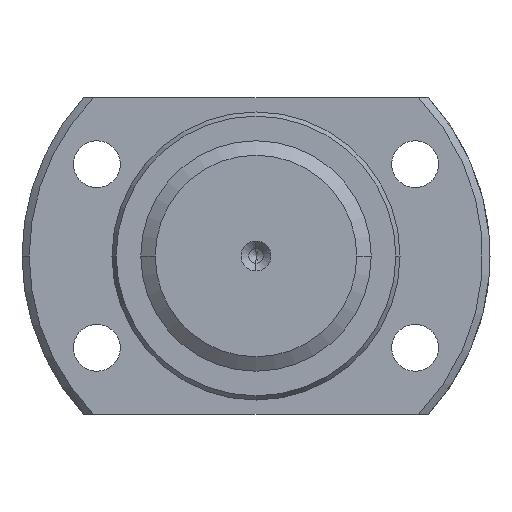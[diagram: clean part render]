
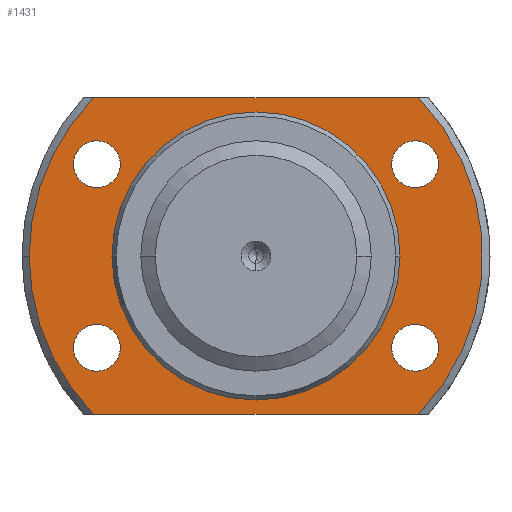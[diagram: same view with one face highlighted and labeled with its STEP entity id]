
A CAD part, left-side view. The second image highlights one B-rep face of the part: STEP entity #1431.
In plain terms, the highlighted planar face has unit normal (-1, 0, 0).
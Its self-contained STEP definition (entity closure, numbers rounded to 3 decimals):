
#1 = CARTESIAN_POINT ( 'NONE',  ( 13.5, 0., 0. ) ) ;
#22 = CARTESIAN_POINT ( 'NONE',  ( 13.5, -25.35, 12.75 ) ) ;
#104 = DIRECTION ( 'NONE',  ( 0., 1., 0. ) ) ;
#117 = ORIENTED_EDGE ( 'NONE', *, *, #2404, .T. ) ;
#130 = CIRCLE ( 'NONE', #1541, 31.5 ) ;
#136 = EDGE_CURVE ( 'NONE', #1542, #4140, #1439, .T. ) ;
#147 = VERTEX_POINT ( 'NONE', #1647 ) ;
#257 = DIRECTION ( 'NONE',  ( 1., 0., 0. ) ) ;
#259 = PLANE ( 'NONE',  #4464 ) ;
#308 = AXIS2_PLACEMENT_3D ( 'NONE', #3605, #4188, #1986 ) ;
#318 = FACE_BOUND ( 'NONE', #1265, .T. ) ;
#355 = CARTESIAN_POINT ( 'NONE',  ( 13.5, -22.1, 12.75 ) ) ;
#363 = CARTESIAN_POINT ( 'NONE',  ( 13.5, -20., 0. ) ) ;
#390 = CARTESIAN_POINT ( 'NONE',  ( 13.5, -20., 0. ) ) ;
#419 = EDGE_CURVE ( 'NONE', #939, #1753, #1363, .T. ) ;
#422 = CARTESIAN_POINT ( 'NONE',  ( 13.5, 0., 0. ) ) ;
#451 = CIRCLE ( 'NONE', #2234, 20. ) ;
#570 = VERTEX_POINT ( 'NONE', #2983 ) ;
#590 = CARTESIAN_POINT ( 'NONE',  ( 13.5, 25.35, 12.75 ) ) ;
#604 = VERTEX_POINT ( 'NONE', #22 ) ;
#608 = AXIS2_PLACEMENT_3D ( 'NONE', #3050, #3386, #2977 ) ;
#645 = CARTESIAN_POINT ( 'NONE',  ( 13.5, 31.5, 0. ) ) ;
#662 = FACE_BOUND ( 'NONE', #3053, .T. ) ;
#685 = CARTESIAN_POINT ( 'NONE',  ( 13.5, -22.1, -12.75 ) ) ;
#732 = DIRECTION ( 'NONE',  ( 0., 1., 0. ) ) ;
#743 = DIRECTION ( 'NONE',  ( 1., 0., 0. ) ) ;
#754 = ORIENTED_EDGE ( 'NONE', *, *, #4116, .T. ) ;
#761 = ORIENTED_EDGE ( 'NONE', *, *, #1717, .F. ) ;
#790 = DIRECTION ( 'NONE',  ( 0., 1., 0. ) ) ;
#838 = AXIS2_PLACEMENT_3D ( 'NONE', #3476, #945, #104 ) ;
#874 = ORIENTED_EDGE ( 'NONE', *, *, #1254, .T. ) ;
#913 = EDGE_CURVE ( 'NONE', #4650, #604, #1759, .T. ) ;
#939 = VERTEX_POINT ( 'NONE', #4757 ) ;
#945 = DIRECTION ( 'NONE',  ( 1., 0., 0. ) ) ;
#983 = EDGE_LOOP ( 'NONE', ( #117, #1678 ) ) ;
#989 = CIRCLE ( 'NONE', #2769, 31.5 ) ;
#992 = CIRCLE ( 'NONE', #2009, 3.25 ) ;
#1065 = CARTESIAN_POINT ( 'NONE',  ( 13.5, 0., 0. ) ) ;
#1090 = VERTEX_POINT ( 'NONE', #1563 ) ;
#1091 = LINE ( 'NONE', #4046, #2022 ) ;
#1137 = CIRCLE ( 'NONE', #3926, 3.25 ) ;
#1187 = DIRECTION ( 'NONE',  ( 0., -1., 0. ) ) ;
#1254 = EDGE_CURVE ( 'NONE', #4601, #147, #1137, .T. ) ;
#1265 = EDGE_LOOP ( 'NONE', ( #4543, #2512 ) ) ;
#1363 = CIRCLE ( 'NONE', #2921, 31.5 ) ;
#1388 = DIRECTION ( 'NONE',  ( 0., 1., 0. ) ) ;
#1431 = ADVANCED_FACE ( 'NONE', ( #318, #1799, #662, #3291, #4052, #4030 ), #259, .F. ) ;
#1439 = CIRCLE ( 'NONE', #4138, 20. ) ;
#1475 = CIRCLE ( 'NONE', #4098, 3.25 ) ;
#1541 = AXIS2_PLACEMENT_3D ( 'NONE', #4050, #257, #732 ) ;
#1542 = VERTEX_POINT ( 'NONE', #390 ) ;
#1563 = CARTESIAN_POINT ( 'NONE',  ( 13.5, 22.544, 22. ) ) ;
#1600 = AXIS2_PLACEMENT_3D ( 'NONE', #3321, #1875, #3657 ) ;
#1647 = CARTESIAN_POINT ( 'NONE',  ( 13.5, 18.85, -12.75 ) ) ;
#1667 = EDGE_CURVE ( 'NONE', #1920, #4300, #2228, .T. ) ;
#1674 = CARTESIAN_POINT ( 'NONE',  ( 13.5, 18.85, 12.75 ) ) ;
#1678 = ORIENTED_EDGE ( 'NONE', *, *, #136, .T. ) ;
#1703 = DIRECTION ( 'NONE',  ( 1., 0., 0. ) ) ;
#1717 = EDGE_CURVE ( 'NONE', #4033, #1090, #989, .T. ) ;
#1729 = EDGE_LOOP ( 'NONE', ( #1770, #1869 ) ) ;
#1753 = VERTEX_POINT ( 'NONE', #4107 ) ;
#1759 = CIRCLE ( 'NONE', #1600, 3.25 ) ;
#1770 = ORIENTED_EDGE ( 'NONE', *, *, #913, .T. ) ;
#1799 = FACE_BOUND ( 'NONE', #1729, .T. ) ;
#1818 = DIRECTION ( 'NONE',  ( 0., 1., 0. ) ) ;
#1863 = LINE ( 'NONE', #3400, #4325 ) ;
#1869 = ORIENTED_EDGE ( 'NONE', *, *, #3681, .T. ) ;
#1875 = DIRECTION ( 'NONE',  ( 1., 0., 0. ) ) ;
#1920 = VERTEX_POINT ( 'NONE', #590 ) ;
#1930 = DIRECTION ( 'NONE',  ( 1., 0., 0. ) ) ;
#1971 = EDGE_LOOP ( 'NONE', ( #3593, #761, #3436, #4186, #4055 ) ) ;
#1972 = EDGE_LOOP ( 'NONE', ( #874, #2133 ) ) ;
#1986 = DIRECTION ( 'NONE',  ( 0., 1., 0. ) ) ;
#2009 = AXIS2_PLACEMENT_3D ( 'NONE', #685, #2843, #1818 ) ;
#2012 = CIRCLE ( 'NONE', #608, 3.25 ) ;
#2022 = VECTOR ( 'NONE', #2393, 1000. ) ;
#2133 = ORIENTED_EDGE ( 'NONE', *, *, #2642, .T. ) ;
#2210 = DIRECTION ( 'NONE',  ( 0., 1., 0. ) ) ;
#2228 = CIRCLE ( 'NONE', #2613, 3.25 ) ;
#2234 = AXIS2_PLACEMENT_3D ( 'NONE', #1065, #4004, #2210 ) ;
#2308 = CARTESIAN_POINT ( 'NONE',  ( 13.5, 20., 0. ) ) ;
#2311 = CIRCLE ( 'NONE', #838, 3.25 ) ;
#2349 = DIRECTION ( 'NONE',  ( 0., 1., 0. ) ) ;
#2352 = EDGE_CURVE ( 'NONE', #3860, #570, #992, .T. ) ;
#2371 = CARTESIAN_POINT ( 'NONE',  ( 13.5, 0., 0. ) ) ;
#2393 = DIRECTION ( 'NONE',  ( 0., -1., 0. ) ) ;
#2404 = EDGE_CURVE ( 'NONE', #4140, #1542, #451, .T. ) ;
#2494 = EDGE_CURVE ( 'NONE', #3774, #4033, #130, .T. ) ;
#2505 = ORIENTED_EDGE ( 'NONE', *, *, #2352, .T. ) ;
#2512 = ORIENTED_EDGE ( 'NONE', *, *, #3134, .T. ) ;
#2613 = AXIS2_PLACEMENT_3D ( 'NONE', #2721, #4213, #3478 ) ;
#2642 = EDGE_CURVE ( 'NONE', #147, #4601, #2311, .T. ) ;
#2721 = CARTESIAN_POINT ( 'NONE',  ( 13.5, 22.1, 12.75 ) ) ;
#2769 = AXIS2_PLACEMENT_3D ( 'NONE', #422, #3372, #790 ) ;
#2843 = DIRECTION ( 'NONE',  ( 1., 0., 0. ) ) ;
#2921 = AXIS2_PLACEMENT_3D ( 'NONE', #1, #743, #3637 ) ;
#2977 = DIRECTION ( 'NONE',  ( 0., 1., 0. ) ) ;
#2983 = CARTESIAN_POINT ( 'NONE',  ( 13.5, -25.35, -12.75 ) ) ;
#2994 = EDGE_CURVE ( 'NONE', #1090, #939, #1863, .T. ) ;
#3050 = CARTESIAN_POINT ( 'NONE',  ( 13.5, -22.1, -12.75 ) ) ;
#3053 = EDGE_LOOP ( 'NONE', ( #2505, #754 ) ) ;
#3056 = CARTESIAN_POINT ( 'NONE',  ( 13.5, 22.544, -22. ) ) ;
#3134 = EDGE_CURVE ( 'NONE', #4300, #1920, #4331, .T. ) ;
#3198 = DIRECTION ( 'NONE',  ( 0., 1., 0. ) ) ;
#3238 = DIRECTION ( 'NONE',  ( 1., 0., 0. ) ) ;
#3291 = FACE_BOUND ( 'NONE', #1972, .T. ) ;
#3321 = CARTESIAN_POINT ( 'NONE',  ( 13.5, -22.1, 12.75 ) ) ;
#3372 = DIRECTION ( 'NONE',  ( 1., 0., 0. ) ) ;
#3386 = DIRECTION ( 'NONE',  ( 1., 0., 0. ) ) ;
#3400 = CARTESIAN_POINT ( 'NONE',  ( 13.5, -20., 22. ) ) ;
#3433 = CARTESIAN_POINT ( 'NONE',  ( 13.5, 25.35, -12.75 ) ) ;
#3436 = ORIENTED_EDGE ( 'NONE', *, *, #2494, .F. ) ;
#3464 = DIRECTION ( 'NONE',  ( 0., 1., 0. ) ) ;
#3476 = CARTESIAN_POINT ( 'NONE',  ( 13.5, 22.1, -12.75 ) ) ;
#3478 = DIRECTION ( 'NONE',  ( 0., 1., 0. ) ) ;
#3593 = ORIENTED_EDGE ( 'NONE', *, *, #2994, .F. ) ;
#3605 = CARTESIAN_POINT ( 'NONE',  ( 13.5, 22.1, 12.75 ) ) ;
#3637 = DIRECTION ( 'NONE',  ( 0., 1., 0. ) ) ;
#3657 = DIRECTION ( 'NONE',  ( 0., 1., 0. ) ) ;
#3681 = EDGE_CURVE ( 'NONE', #604, #4650, #1475, .T. ) ;
#3774 = VERTEX_POINT ( 'NONE', #3056 ) ;
#3832 = EDGE_CURVE ( 'NONE', #3774, #1753, #1091, .T. ) ;
#3860 = VERTEX_POINT ( 'NONE', #4296 ) ;
#3926 = AXIS2_PLACEMENT_3D ( 'NONE', #4289, #1703, #3198 ) ;
#4004 = DIRECTION ( 'NONE',  ( 1., 0., 0. ) ) ;
#4030 = FACE_OUTER_BOUND ( 'NONE', #1971, .T. ) ;
#4033 = VERTEX_POINT ( 'NONE', #645 ) ;
#4046 = CARTESIAN_POINT ( 'NONE',  ( 13.5, -20., -22. ) ) ;
#4050 = CARTESIAN_POINT ( 'NONE',  ( 13.5, 0., 0. ) ) ;
#4052 = FACE_BOUND ( 'NONE', #983, .T. ) ;
#4055 = ORIENTED_EDGE ( 'NONE', *, *, #419, .F. ) ;
#4094 = CARTESIAN_POINT ( 'NONE',  ( 13.5, -18.85, 12.75 ) ) ;
#4098 = AXIS2_PLACEMENT_3D ( 'NONE', #355, #1930, #3464 ) ;
#4107 = CARTESIAN_POINT ( 'NONE',  ( 13.5, -22.544, -22. ) ) ;
#4116 = EDGE_CURVE ( 'NONE', #570, #3860, #2012, .T. ) ;
#4138 = AXIS2_PLACEMENT_3D ( 'NONE', #2371, #4157, #2349 ) ;
#4140 = VERTEX_POINT ( 'NONE', #2308 ) ;
#4157 = DIRECTION ( 'NONE',  ( 1., 0., 0. ) ) ;
#4186 = ORIENTED_EDGE ( 'NONE', *, *, #3832, .T. ) ;
#4188 = DIRECTION ( 'NONE',  ( 1., 0., 0. ) ) ;
#4213 = DIRECTION ( 'NONE',  ( 1., 0., 0. ) ) ;
#4289 = CARTESIAN_POINT ( 'NONE',  ( 13.5, 22.1, -12.75 ) ) ;
#4296 = CARTESIAN_POINT ( 'NONE',  ( 13.5, -18.85, -12.75 ) ) ;
#4300 = VERTEX_POINT ( 'NONE', #1674 ) ;
#4325 = VECTOR ( 'NONE', #1187, 1000. ) ;
#4331 = CIRCLE ( 'NONE', #308, 3.25 ) ;
#4464 = AXIS2_PLACEMENT_3D ( 'NONE', #363, #3238, #1388 ) ;
#4543 = ORIENTED_EDGE ( 'NONE', *, *, #1667, .T. ) ;
#4601 = VERTEX_POINT ( 'NONE', #3433 ) ;
#4650 = VERTEX_POINT ( 'NONE', #4094 ) ;
#4757 = CARTESIAN_POINT ( 'NONE',  ( 13.5, -22.544, 22. ) ) ;
